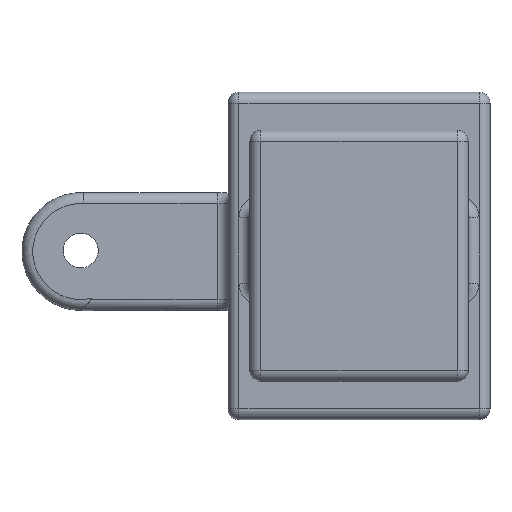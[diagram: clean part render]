
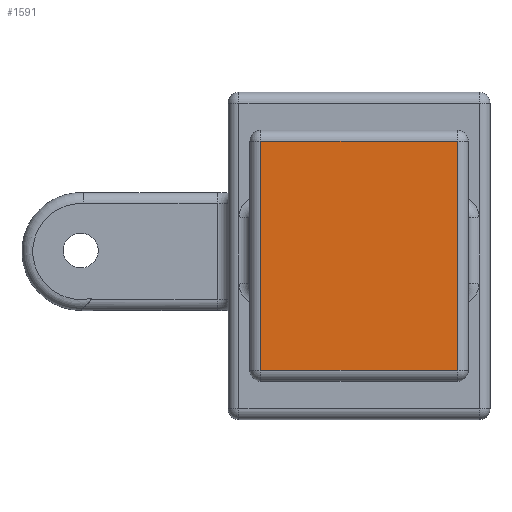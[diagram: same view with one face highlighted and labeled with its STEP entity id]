
A CAD part, top view. The second image highlights one B-rep face of the part: STEP entity #1591.
In plain terms, the highlighted planar face has unit normal (0, 0, 1).
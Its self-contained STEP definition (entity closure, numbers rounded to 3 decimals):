
#266=FACE_OUTER_BOUND('',#377,.T.);
#377=EDGE_LOOP('',(#1233,#1234,#1235,#1236));
#456=LINE('',#2487,#575);
#463=LINE('',#2525,#582);
#499=LINE('',#2665,#618);
#503=LINE('',#2671,#622);
#575=VECTOR('',#1929,10.);
#582=VECTOR('',#1974,10.);
#618=VECTOR('',#2142,10.);
#622=VECTOR('',#2150,10.);
#690=VERTEX_POINT('',#2473);
#695=VERTEX_POINT('',#2483);
#698=VERTEX_POINT('',#2493);
#705=VERTEX_POINT('',#2517);
#828=EDGE_CURVE('',#690,#695,#456,.T.);
#847=EDGE_CURVE('',#705,#698,#463,.T.);
#921=EDGE_CURVE('',#695,#705,#499,.T.);
#925=EDGE_CURVE('',#698,#690,#503,.T.);
#1233=ORIENTED_EDGE('',*,*,#847,.F.);
#1234=ORIENTED_EDGE('',*,*,#921,.F.);
#1235=ORIENTED_EDGE('',*,*,#828,.F.);
#1236=ORIENTED_EDGE('',*,*,#925,.F.);
#1523=PLANE('',#1772);
#1591=ADVANCED_FACE('',(#266),#1523,.T.);
#1772=AXIS2_PLACEMENT_3D('',#2685,#2163,#2164);
#1929=DIRECTION('',(-1.,0.,0.));
#1974=DIRECTION('',(1.,0.,0.));
#2142=DIRECTION('',(0.,1.,0.));
#2150=DIRECTION('',(0.,-1.,0.));
#2163=DIRECTION('center_axis',(0.,0.,1.));
#2164=DIRECTION('ref_axis',(0.,-1.,0.));
#2473=CARTESIAN_POINT('',(9.,38.492,-5.5));
#2483=CARTESIAN_POINT('',(-9.,38.492,-5.5));
#2487=CARTESIAN_POINT('',(0.,38.492,-5.5));
#2493=CARTESIAN_POINT('',(9.,59.492,-5.5));
#2517=CARTESIAN_POINT('',(-9.,59.492,-5.5));
#2525=CARTESIAN_POINT('',(0.,59.492,-5.5));
#2665=CARTESIAN_POINT('',(-9.,54.742,-5.5));
#2671=CARTESIAN_POINT('',(9.,54.742,-5.5));
#2685=CARTESIAN_POINT('Origin',(0.,60.492,-5.5));
